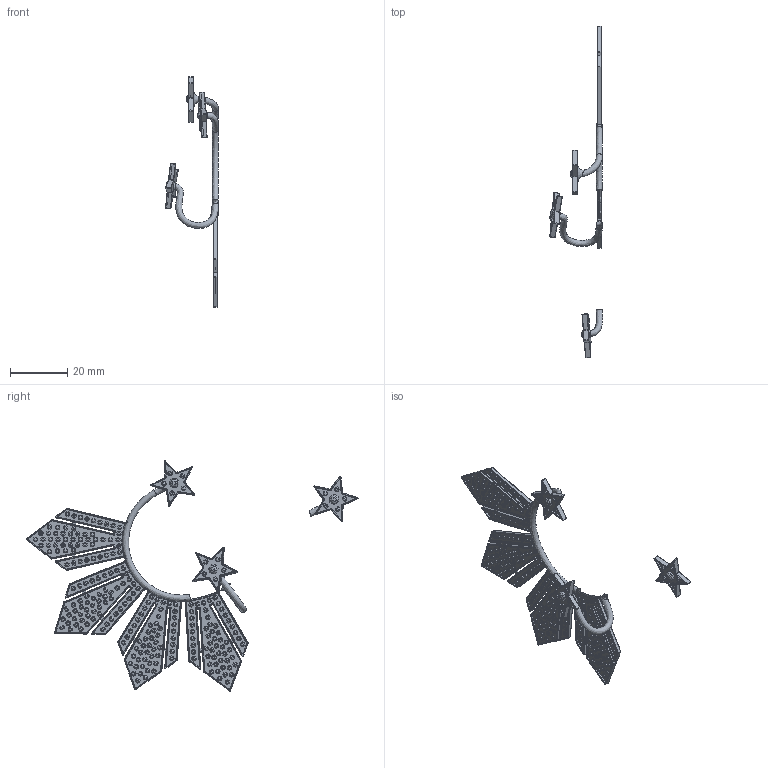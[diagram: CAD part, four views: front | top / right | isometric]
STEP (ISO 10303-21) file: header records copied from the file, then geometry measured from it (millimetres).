
FILE_DESCRIPTION(('FreeCAD Model'),'2;1');
FILE_NAME('Open CASCADE Shape Model','2025-05-04T09:29:19',('FreeCAD'),( 'FreeCAD'),'Open CASCADE STEP processor 7.6','FreeCAD','Unknown');
FILE_SCHEMA(('AUTOMOTIVE_DESIGN { 1 0 10303 214 1 1 1 1 }'));
Products named in the file (1): Open CASCADE STEP translator 7.6 1
Bounding box: 18.53 x 116.03 x 80.42 mm (x, y, z)
Volume: 2813.9 mm3; surface area: 8333.1 mm2
Topology: 243 solids, 243 shells, 9247 faces, 19853 edges, 11083 vertices
Faces by surface type: bspline 9247
Entity records: 464027 total; most frequent: CARTESIAN_POINT 338018, ORIENTED_EDGE 39672, EDGE_CURVE 19836, B_SPLINE_CURVE_WITH_KNOTS 18598, VERTEX_POINT 11083, FACE_BOUND 9271, EDGE_LOOP 9271, ADVANCED_FACE 9247
